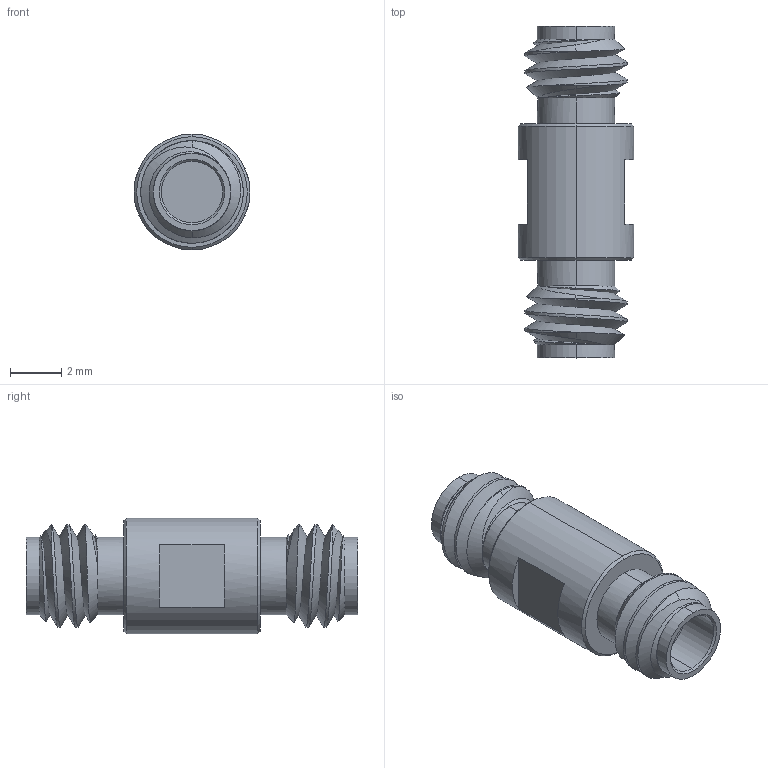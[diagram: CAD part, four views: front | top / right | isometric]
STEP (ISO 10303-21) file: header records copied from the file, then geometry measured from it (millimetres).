
FILE_DESCRIPTION (( 'STEP AP203' ), '1' );
FILE_NAME ('SCT-1F1F-UB-V.STEP', '2021-08-24T18:29:46', ( '' ), ( '' ), 'SwSTEP 2.0', 'SolidWorks 2021', '' );
FILE_SCHEMA (( 'CONFIG_CONTROL_DESIGN' ));
Length unit declared in the file: millimetre
Products named in the file (1): SCT-1F1F-UB-V
Bounding box: 4.5 x 12.9 x 4.5 mm (x, y, z)
Volume: 131.6 mm3; surface area: 247.9 mm2
Topology: 1 solids, 1 shells, 73 faces, 174 edges, 110 vertices
Faces by surface type: cylinder 28, cone 24, plane 17, bspline 4
Entity records: 3081 total; most frequent: CARTESIAN_POINT 1398, ORIENTED_EDGE 348, DIRECTION 326, EDGE_CURVE 174, AXIS2_PLACEMENT_3D 136, VERTEX_POINT 110, EDGE_LOOP 80, FACE_OUTER_BOUND 73
